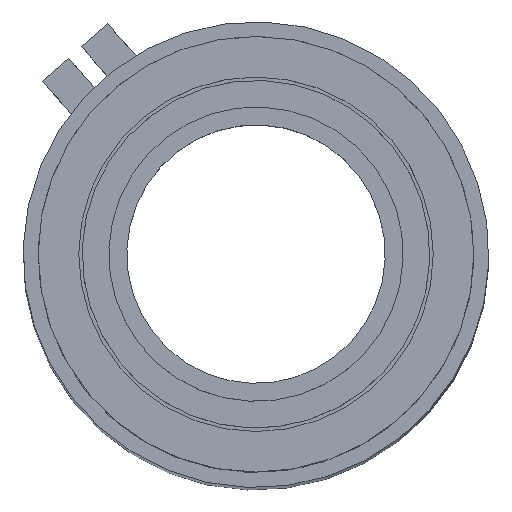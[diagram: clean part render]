
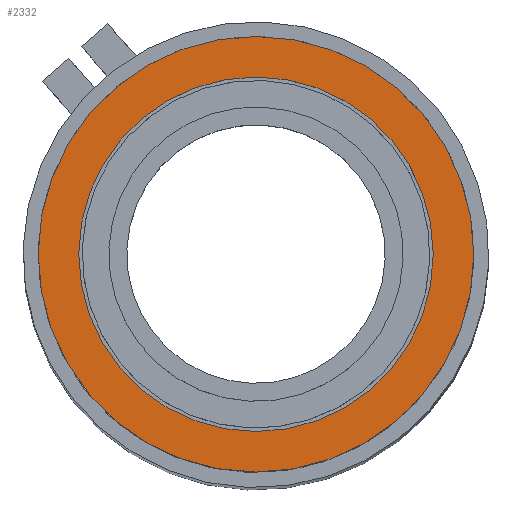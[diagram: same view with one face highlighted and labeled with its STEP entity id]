
A CAD part, top view. The second image highlights one B-rep face of the part: STEP entity #2332.
In plain terms, the highlighted planar face has unit normal (0, 0, 1).
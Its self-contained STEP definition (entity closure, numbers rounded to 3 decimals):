
#340 = VERTEX_POINT ( 'NONE', #2970 ) ;
#425 = CIRCLE ( 'NONE', #1076, 15.3 ) ;
#499 = CARTESIAN_POINT ( 'NONE',  ( -9.351, 16.289, 344.559 ) ) ;
#636 = VERTEX_POINT ( 'NONE', #1827 ) ;
#745 = CIRCLE ( 'NONE', #3266, 18.8 ) ;
#832 = DIRECTION ( 'NONE',  ( 0., 0., 1. ) ) ;
#1018 = DIRECTION ( 'NONE',  ( -0.867, -0.498, 0. ) ) ;
#1076 = AXIS2_PLACEMENT_3D ( 'NONE', #2392, #832, #2721 ) ;
#1271 = DIRECTION ( 'NONE',  ( 0., 0., -1. ) ) ;
#1547 = EDGE_CURVE ( 'NONE', #340, #340, #745, .T. ) ;
#1827 = CARTESIAN_POINT ( 'NONE',  ( -13.256, -7.633, 344.559 ) ) ;
#1831 = EDGE_LOOP ( 'NONE', ( #2326 ) ) ;
#2073 = FACE_OUTER_BOUND ( 'NONE', #1831, .T. ) ;
#2180 = DIRECTION ( 'NONE',  ( 0., 0., -1. ) ) ;
#2281 = CARTESIAN_POINT ( 'NONE',  ( 0.012, -0.013, 344.559 ) ) ;
#2326 = ORIENTED_EDGE ( 'NONE', *, *, #1547, .F. ) ;
#2332 = ADVANCED_FACE ( 'NONE', ( #3958, #2073 ), #3635, .F. ) ;
#2392 = CARTESIAN_POINT ( 'NONE',  ( 0.012, -0.013, 344.559 ) ) ;
#2721 = DIRECTION ( 'NONE',  ( -0.867, -0.498, 0. ) ) ;
#2970 = CARTESIAN_POINT ( 'NONE',  ( -16.291, -9.376, 344.559 ) ) ;
#3266 = AXIS2_PLACEMENT_3D ( 'NONE', #2281, #2180, #1018 ) ;
#3484 = EDGE_CURVE ( 'NONE', #636, #636, #425, .T. ) ;
#3635 = PLANE ( 'NONE',  #4666 ) ;
#3958 = FACE_BOUND ( 'NONE', #4806, .T. ) ;
#4198 = ORIENTED_EDGE ( 'NONE', *, *, #3484, .F. ) ;
#4666 = AXIS2_PLACEMENT_3D ( 'NONE', #499, #1271, #4819 ) ;
#4806 = EDGE_LOOP ( 'NONE', ( #4198 ) ) ;
#4819 = DIRECTION ( 'NONE',  ( -0.867, -0.498, 0. ) ) ;
